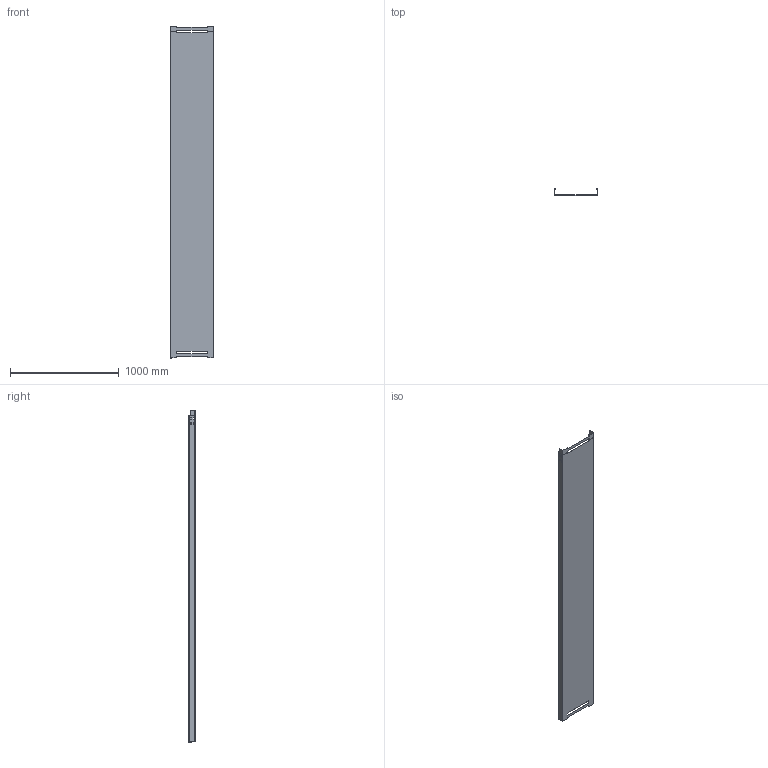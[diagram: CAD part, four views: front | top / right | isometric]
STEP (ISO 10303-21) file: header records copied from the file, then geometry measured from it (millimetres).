
FILE_DESCRIPTION((''),'2;1');
FILE_NAME('6059008','2012-10-27T',('AndreasKeweloh'),(''),'PRO/ENGINEER BY PARAMETRIC TECHNOLOGY CORPORATION, 2012230','PRO/ENGINEER BY PARAMETRIC TECHNOLOGY CORPORATION, 2012230','');
FILE_SCHEMA(('CONFIG_CONTROL_DESIGN'));
Length unit declared in the file: millimetre
Products named in the file (1): 6059008
Bounding box: 403.5 x 61.75 x 3050 mm (x, y, z)
Volume: 1637969.2 mm3; surface area: 3285349.1 mm2
Topology: 1 solids, 1 shells, 176 faces, 452 edges, 276 vertices
Faces by surface type: plane 80, cylinder 64, bspline 20, cone 6, torus 4, sphere 2
Entity records: 6481 total; most frequent: CARTESIAN_POINT 2254, ORIENTED_EDGE 904, DIRECTION 818, EDGE_CURVE 452, VERTEX_POINT 276, AXIS2_PLACEMENT_3D 275, VECTOR 268, LINE 268
